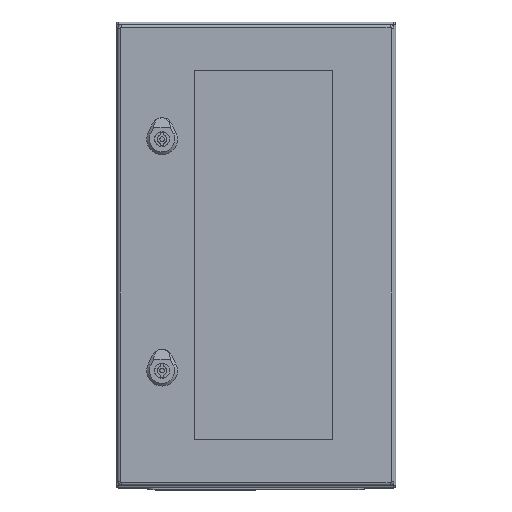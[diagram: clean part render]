
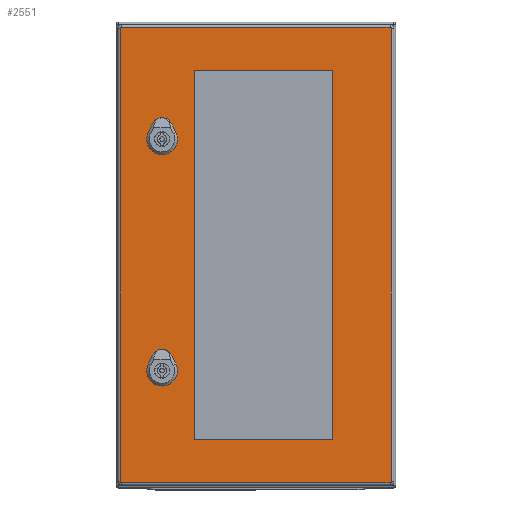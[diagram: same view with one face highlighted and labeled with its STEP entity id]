
A CAD part, top view. The second image highlights one B-rep face of the part: STEP entity #2551.
In plain terms, the highlighted face is planar.
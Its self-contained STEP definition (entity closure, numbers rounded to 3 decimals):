
#1623=FACE_BOUND('',#3740,.T.);
#1624=FACE_BOUND('',#3741,.T.);
#1625=FACE_BOUND('',#3742,.T.);
#1626=FACE_BOUND('',#3743,.T.);
#2126=CIRCLE('',#9815,1.4);
#2127=CIRCLE('',#9816,1.4);
#2128=CIRCLE('',#9817,1.4);
#2129=CIRCLE('',#9818,1.4);
#2130=CIRCLE('',#9819,11.25);
#2131=CIRCLE('',#9820,11.25);
#2132=CIRCLE('',#9821,11.25);
#2133=CIRCLE('',#9822,11.25);
#2134=CIRCLE('',#9823,11.25);
#2135=CIRCLE('',#9824,11.25);
#2136=CIRCLE('',#9825,11.25);
#2137=CIRCLE('',#9826,11.25);
#2551=ADVANCED_FACE('',(#1623,#1624,#1625,#1626),#2818,.F.);
#2818=PLANE('',#9827);
#3740=EDGE_LOOP('',(#5538,#5539,#5540,#5541));
#3741=EDGE_LOOP('',(#5542,#5543,#5544,#5545,#5546,#5547,#5548,#5549));
#3742=EDGE_LOOP('',(#5550,#5551,#5552,#5553,#5554,#5555,#5556,#5557));
#3743=EDGE_LOOP('',(#5558,#5559,#5560,#5561,#5562,#5563,#5564,#5565));
#5538=ORIENTED_EDGE('',*,*,#7659,.T.);
#5539=ORIENTED_EDGE('',*,*,#7660,.T.);
#5540=ORIENTED_EDGE('',*,*,#7661,.T.);
#5541=ORIENTED_EDGE('',*,*,#7662,.T.);
#5542=ORIENTED_EDGE('',*,*,#7663,.F.);
#5543=ORIENTED_EDGE('',*,*,#7664,.F.);
#5544=ORIENTED_EDGE('',*,*,#7665,.F.);
#5545=ORIENTED_EDGE('',*,*,#7666,.F.);
#5546=ORIENTED_EDGE('',*,*,#7667,.F.);
#5547=ORIENTED_EDGE('',*,*,#7668,.F.);
#5548=ORIENTED_EDGE('',*,*,#7669,.F.);
#5549=ORIENTED_EDGE('',*,*,#7670,.F.);
#5550=ORIENTED_EDGE('',*,*,#7671,.T.);
#5551=ORIENTED_EDGE('',*,*,#7672,.T.);
#5552=ORIENTED_EDGE('',*,*,#7673,.T.);
#5553=ORIENTED_EDGE('',*,*,#7674,.T.);
#5554=ORIENTED_EDGE('',*,*,#7675,.T.);
#5555=ORIENTED_EDGE('',*,*,#7676,.T.);
#5556=ORIENTED_EDGE('',*,*,#7677,.T.);
#5557=ORIENTED_EDGE('',*,*,#7678,.T.);
#5558=ORIENTED_EDGE('',*,*,#7679,.F.);
#5559=ORIENTED_EDGE('',*,*,#7680,.F.);
#5560=ORIENTED_EDGE('',*,*,#7681,.F.);
#5561=ORIENTED_EDGE('',*,*,#7682,.F.);
#5562=ORIENTED_EDGE('',*,*,#7683,.F.);
#5563=ORIENTED_EDGE('',*,*,#7684,.F.);
#5564=ORIENTED_EDGE('',*,*,#7685,.F.);
#5565=ORIENTED_EDGE('',*,*,#7686,.F.);
#6659=VERTEX_POINT('',#14680);
#6660=VERTEX_POINT('',#14681);
#6661=VERTEX_POINT('',#14683);
#6662=VERTEX_POINT('',#14685);
#6663=VERTEX_POINT('',#14688);
#6664=VERTEX_POINT('',#14689);
#6665=VERTEX_POINT('',#14691);
#6666=VERTEX_POINT('',#14693);
#6667=VERTEX_POINT('',#14695);
#6668=VERTEX_POINT('',#14697);
#6669=VERTEX_POINT('',#14699);
#6670=VERTEX_POINT('',#14701);
#6671=VERTEX_POINT('',#14704);
#6672=VERTEX_POINT('',#14705);
#6673=VERTEX_POINT('',#14707);
#6674=VERTEX_POINT('',#14709);
#6675=VERTEX_POINT('',#14711);
#6676=VERTEX_POINT('',#14713);
#6677=VERTEX_POINT('',#14715);
#6678=VERTEX_POINT('',#14717);
#6679=VERTEX_POINT('',#14720);
#6680=VERTEX_POINT('',#14721);
#6681=VERTEX_POINT('',#14723);
#6682=VERTEX_POINT('',#14725);
#6683=VERTEX_POINT('',#14727);
#6684=VERTEX_POINT('',#14729);
#6685=VERTEX_POINT('',#14731);
#6686=VERTEX_POINT('',#14733);
#7659=EDGE_CURVE('',#6659,#6660,#8372,.T.);
#7660=EDGE_CURVE('',#6660,#6661,#8373,.T.);
#7661=EDGE_CURVE('',#6661,#6662,#8374,.T.);
#7662=EDGE_CURVE('',#6662,#6659,#8375,.T.);
#7663=EDGE_CURVE('',#6663,#6664,#2126,.T.);
#7664=EDGE_CURVE('',#6665,#6663,#8376,.T.);
#7665=EDGE_CURVE('',#6666,#6665,#2127,.T.);
#7666=EDGE_CURVE('',#6667,#6666,#8377,.T.);
#7667=EDGE_CURVE('',#6668,#6667,#2128,.T.);
#7668=EDGE_CURVE('',#6669,#6668,#8378,.T.);
#7669=EDGE_CURVE('',#6670,#6669,#2129,.T.);
#7670=EDGE_CURVE('',#6664,#6670,#8379,.T.);
#7671=EDGE_CURVE('',#6671,#6672,#8380,.T.);
#7672=EDGE_CURVE('',#6672,#6673,#2130,.T.);
#7673=EDGE_CURVE('',#6673,#6674,#8381,.T.);
#7674=EDGE_CURVE('',#6674,#6675,#2131,.T.);
#7675=EDGE_CURVE('',#6675,#6676,#8382,.T.);
#7676=EDGE_CURVE('',#6676,#6677,#2132,.T.);
#7677=EDGE_CURVE('',#6677,#6678,#8383,.T.);
#7678=EDGE_CURVE('',#6678,#6671,#2133,.T.);
#7679=EDGE_CURVE('',#6679,#6680,#2134,.T.);
#7680=EDGE_CURVE('',#6681,#6679,#8384,.T.);
#7681=EDGE_CURVE('',#6682,#6681,#2135,.T.);
#7682=EDGE_CURVE('',#6683,#6682,#8385,.T.);
#7683=EDGE_CURVE('',#6684,#6683,#2136,.T.);
#7684=EDGE_CURVE('',#6685,#6684,#8386,.T.);
#7685=EDGE_CURVE('',#6686,#6685,#2137,.T.);
#7686=EDGE_CURVE('',#6680,#6686,#8387,.T.);
#8372=LINE('',#14679,#9000);
#8373=LINE('',#14682,#9001);
#8374=LINE('',#14684,#9002);
#8375=LINE('',#14686,#9003);
#8376=LINE('',#14690,#9004);
#8377=LINE('',#14694,#9005);
#8378=LINE('',#14698,#9006);
#8379=LINE('',#14702,#9007);
#8380=LINE('',#14703,#9008);
#8381=LINE('',#14708,#9009);
#8382=LINE('',#14712,#9010);
#8383=LINE('',#14716,#9011);
#8384=LINE('',#14722,#9012);
#8385=LINE('',#14726,#9013);
#8386=LINE('',#14730,#9014);
#8387=LINE('',#14734,#9015);
#9000=VECTOR('',#11884,1.);
#9001=VECTOR('',#11885,1.);
#9002=VECTOR('',#11886,1.);
#9003=VECTOR('',#11887,1.);
#9004=VECTOR('',#11890,1.);
#9005=VECTOR('',#11893,1.);
#9006=VECTOR('',#11896,1.);
#9007=VECTOR('',#11899,1.);
#9008=VECTOR('',#11900,1.);
#9009=VECTOR('',#11903,1.);
#9010=VECTOR('',#11906,1.);
#9011=VECTOR('',#11909,1.);
#9012=VECTOR('',#11914,1.);
#9013=VECTOR('',#11917,1.);
#9014=VECTOR('',#11920,1.);
#9015=VECTOR('',#11923,1.);
#9815=AXIS2_PLACEMENT_3D('',#14687,#11888,#11889);
#9816=AXIS2_PLACEMENT_3D('',#14692,#11891,#11892);
#9817=AXIS2_PLACEMENT_3D('',#14696,#11894,#11895);
#9818=AXIS2_PLACEMENT_3D('',#14700,#11897,#11898);
#9819=AXIS2_PLACEMENT_3D('',#14706,#11901,#11902);
#9820=AXIS2_PLACEMENT_3D('',#14710,#11904,#11905);
#9821=AXIS2_PLACEMENT_3D('',#14714,#11907,#11908);
#9822=AXIS2_PLACEMENT_3D('',#14718,#11910,#11911);
#9823=AXIS2_PLACEMENT_3D('',#14719,#11912,#11913);
#9824=AXIS2_PLACEMENT_3D('',#14724,#11915,#11916);
#9825=AXIS2_PLACEMENT_3D('',#14728,#11918,#11919);
#9826=AXIS2_PLACEMENT_3D('',#14732,#11921,#11922);
#9827=AXIS2_PLACEMENT_3D('',#14735,#11924,#11925);
#11884=DIRECTION('',(-1.,0.,0.));
#11885=DIRECTION('',(0.,-1.,0.));
#11886=DIRECTION('',(1.,0.,0.));
#11887=DIRECTION('',(0.,1.,0.));
#11888=DIRECTION('',(0.,0.,1.));
#11889=DIRECTION('',(1.,0.,0.));
#11890=DIRECTION('',(0.,-1.,0.));
#11891=DIRECTION('',(0.,0.,1.));
#11892=DIRECTION('',(1.,0.,0.));
#11893=DIRECTION('',(-1.,0.,0.));
#11894=DIRECTION('',(0.,0.,1.));
#11895=DIRECTION('',(1.,0.,0.));
#11896=DIRECTION('',(0.,1.,0.));
#11897=DIRECTION('',(0.,0.,1.));
#11898=DIRECTION('',(1.,0.,0.));
#11899=DIRECTION('',(1.,0.,0.));
#11900=DIRECTION('',(-1.,0.,0.));
#11901=DIRECTION('',(0.,0.,1.));
#11902=DIRECTION('',(1.,0.,0.));
#11903=DIRECTION('',(0.,-1.,0.));
#11904=DIRECTION('',(0.,0.,1.));
#11905=DIRECTION('',(1.,0.,0.));
#11906=DIRECTION('',(1.,0.,0.));
#11907=DIRECTION('',(0.,0.,1.));
#11908=DIRECTION('',(1.,0.,0.));
#11909=DIRECTION('',(0.,1.,0.));
#11910=DIRECTION('',(0.,0.,1.));
#11911=DIRECTION('',(1.,0.,0.));
#11912=DIRECTION('',(0.,0.,-1.));
#11913=DIRECTION('',(1.,0.,0.));
#11914=DIRECTION('',(-1.,0.,0.));
#11915=DIRECTION('',(0.,0.,-1.));
#11916=DIRECTION('',(1.,0.,0.));
#11917=DIRECTION('',(0.,-1.,0.));
#11918=DIRECTION('',(0.,0.,-1.));
#11919=DIRECTION('',(1.,0.,0.));
#11920=DIRECTION('',(1.,0.,0.));
#11921=DIRECTION('',(0.,0.,-1.));
#11922=DIRECTION('',(1.,0.,0.));
#11923=DIRECTION('',(0.,1.,0.));
#11924=DIRECTION('',(0.,0.,1.));
#11925=DIRECTION('',(1.,0.,0.));
#14679=CARTESIAN_POINT('',(-143.95,198.2,0.));
#14680=CARTESIAN_POINT('',(65.75,198.2,0.));
#14681=CARTESIAN_POINT('',(-82.75,198.2,0.));
#14682=CARTESIAN_POINT('',(-82.75,243.,0.));
#14683=CARTESIAN_POINT('',(-82.75,-198.2,0.));
#14684=CARTESIAN_POINT('',(-143.95,-198.2,0.));
#14685=CARTESIAN_POINT('',(65.75,-198.2,0.));
#14686=CARTESIAN_POINT('',(65.75,243.,0.));
#14687=CARTESIAN_POINT('',(-143.95,-243.,0.));
#14688=CARTESIAN_POINT('',(-145.35,-243.,0.));
#14689=CARTESIAN_POINT('',(-143.95,-244.4,0.));
#14690=CARTESIAN_POINT('',(-145.35,243.,0.));
#14691=CARTESIAN_POINT('',(-145.35,243.,0.));
#14692=CARTESIAN_POINT('',(-143.95,243.,0.));
#14693=CARTESIAN_POINT('',(-143.95,244.4,0.));
#14694=CARTESIAN_POINT('',(143.95,244.4,0.));
#14695=CARTESIAN_POINT('',(143.95,244.4,0.));
#14696=CARTESIAN_POINT('',(143.95,243.,0.));
#14697=CARTESIAN_POINT('',(145.35,243.,0.));
#14698=CARTESIAN_POINT('',(145.35,-243.,0.));
#14699=CARTESIAN_POINT('',(145.35,-243.,0.));
#14700=CARTESIAN_POINT('',(143.95,-243.,0.));
#14701=CARTESIAN_POINT('',(143.95,-244.4,0.));
#14702=CARTESIAN_POINT('',(-143.95,-244.4,0.));
#14703=CARTESIAN_POINT('',(-143.95,134.4,0.));
#14704=CARTESIAN_POINT('',(105.396,134.4,0.));
#14705=CARTESIAN_POINT('',(95.904,134.4,0.));
#14706=CARTESIAN_POINT('',(100.65,124.2,0.));
#14707=CARTESIAN_POINT('',(90.45,128.946,0.));
#14708=CARTESIAN_POINT('',(90.45,243.,0.));
#14709=CARTESIAN_POINT('',(90.45,119.454,0.));
#14710=CARTESIAN_POINT('',(100.65,124.2,0.));
#14711=CARTESIAN_POINT('',(95.904,114.,0.));
#14712=CARTESIAN_POINT('',(-143.95,114.,0.));
#14713=CARTESIAN_POINT('',(105.396,114.,0.));
#14714=CARTESIAN_POINT('',(100.65,124.2,0.));
#14715=CARTESIAN_POINT('',(110.85,119.454,0.));
#14716=CARTESIAN_POINT('',(110.85,243.,0.));
#14717=CARTESIAN_POINT('',(110.85,128.946,0.));
#14718=CARTESIAN_POINT('',(100.65,124.2,0.));
#14719=CARTESIAN_POINT('',(100.65,-124.2,0.));
#14720=CARTESIAN_POINT('',(95.904,-134.4,0.));
#14721=CARTESIAN_POINT('',(90.45,-128.946,0.));
#14722=CARTESIAN_POINT('',(-143.95,-134.4,0.));
#14723=CARTESIAN_POINT('',(105.396,-134.4,0.));
#14724=CARTESIAN_POINT('',(100.65,-124.2,0.));
#14725=CARTESIAN_POINT('',(110.85,-128.946,0.));
#14726=CARTESIAN_POINT('',(110.85,243.,0.));
#14727=CARTESIAN_POINT('',(110.85,-119.454,0.));
#14728=CARTESIAN_POINT('',(100.65,-124.2,0.));
#14729=CARTESIAN_POINT('',(105.396,-114.,0.));
#14730=CARTESIAN_POINT('',(-143.95,-114.,0.));
#14731=CARTESIAN_POINT('',(95.904,-114.,0.));
#14732=CARTESIAN_POINT('',(100.65,-124.2,0.));
#14733=CARTESIAN_POINT('',(90.45,-119.454,0.));
#14734=CARTESIAN_POINT('',(90.45,243.,0.));
#14735=CARTESIAN_POINT('',(-143.95,243.,0.));
